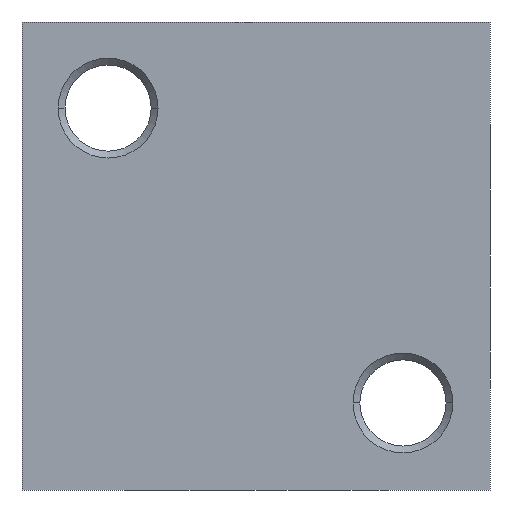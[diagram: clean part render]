
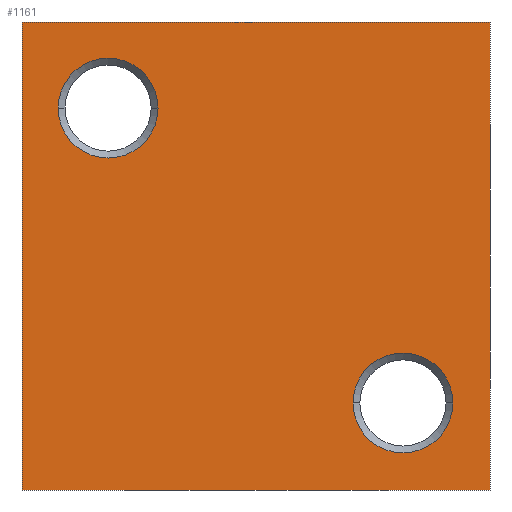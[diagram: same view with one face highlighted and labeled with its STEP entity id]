
A CAD part, front view. The second image highlights one B-rep face of the part: STEP entity #1161.
In plain terms, the highlighted planar face has unit normal (0, -1, 0).
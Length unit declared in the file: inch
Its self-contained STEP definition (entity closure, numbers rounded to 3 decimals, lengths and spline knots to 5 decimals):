
#114=DIRECTION('',(0.,0.,-1.));
#115=VECTOR('',#114,1.5);
#116=CARTESIAN_POINT('',(0.,0.,0.));
#117=LINE('',#116,#115);
#159=DIRECTION('',(-1.,0.,0.));
#160=VECTOR('',#159,1.5);
#161=CARTESIAN_POINT('',(0.,0.,0.));
#162=LINE('',#161,#160);
#166=CARTESIAN_POINT('',(-0.279,0.,-1.221));
#167=DIRECTION('',(0.,1.,0.));
#168=DIRECTION('',(1.,0.,0.));
#169=AXIS2_PLACEMENT_3D('',#166,#167,#168);
#174=CARTESIAN_POINT('',(-0.279,0.,-1.221));
#175=DIRECTION('',(0.,1.,0.));
#176=DIRECTION('',(-1.,0.,0.));
#177=AXIS2_PLACEMENT_3D('',#174,#175,#176);
#182=CARTESIAN_POINT('',(-1.224,0.,-0.276));
#183=DIRECTION('',(0.,1.,0.));
#184=DIRECTION('',(-1.,0.,0.));
#185=AXIS2_PLACEMENT_3D('',#182,#183,#184);
#190=CARTESIAN_POINT('',(-1.224,0.,-0.276));
#191=DIRECTION('',(0.,1.,0.));
#192=DIRECTION('',(1.,0.,0.));
#193=AXIS2_PLACEMENT_3D('',#190,#191,#192);
#198=DIRECTION('',(-1.,0.,0.));
#199=VECTOR('',#198,1.5);
#200=CARTESIAN_POINT('',(0.,0.,-1.5));
#201=LINE('',#200,#199);
#283=DIRECTION('',(0.,0.,-1.));
#284=VECTOR('',#283,1.5);
#285=CARTESIAN_POINT('',(-1.5,0.,0.));
#286=LINE('',#285,#284);
#991=CARTESIAN_POINT('',(0.,0.,0.));
#992=CARTESIAN_POINT('',(0.,0.,-1.5));
#993=VERTEX_POINT('',#991);
#994=VERTEX_POINT('',#992);
#999=CARTESIAN_POINT('',(-1.5,0.,0.));
#1000=CARTESIAN_POINT('',(-1.5,0.,-1.5));
#1001=VERTEX_POINT('',#999);
#1002=VERTEX_POINT('',#1000);
#1097=CARTESIAN_POINT('',(-0.119,0.,-1.221));
#1098=CARTESIAN_POINT('',(-0.439,0.,-1.221));
#1099=VERTEX_POINT('',#1097);
#1100=VERTEX_POINT('',#1098);
#1105=CARTESIAN_POINT('',(-1.384,0.,-0.276));
#1106=CARTESIAN_POINT('',(-1.064,0.,-0.276));
#1107=VERTEX_POINT('',#1105);
#1108=VERTEX_POINT('',#1106);
#1135=CARTESIAN_POINT('',(0.,0.,0.));
#1136=DIRECTION('',(0.,-1.,0.));
#1137=DIRECTION('',(0.,0.,-1.));
#1138=AXIS2_PLACEMENT_3D('',#1135,#1136,#1137);
#1139=PLANE('',#1138);
#1140=ORIENTED_EDGE('',*,*,#1118,.T.);
#1142=ORIENTED_EDGE('',*,*,#1141,.T.);
#1144=ORIENTED_EDGE('',*,*,#1143,.F.);
#1146=ORIENTED_EDGE('',*,*,#1145,.F.);
#1147=EDGE_LOOP('',(#1140,#1142,#1144,#1146));
#1148=FACE_OUTER_BOUND('',#1147,.F.);
#1150=ORIENTED_EDGE('',*,*,#1149,.F.);
#1152=ORIENTED_EDGE('',*,*,#1151,.F.);
#1153=EDGE_LOOP('',(#1150,#1152));
#1154=FACE_BOUND('',#1153,.F.);
#1156=ORIENTED_EDGE('',*,*,#1155,.F.);
#1158=ORIENTED_EDGE('',*,*,#1157,.F.);
#1159=EDGE_LOOP('',(#1156,#1158));
#1160=FACE_BOUND('',#1159,.F.);
#1161=ADVANCED_FACE('',(#1148,#1154,#1160),#1139,.T.);
#170=CIRCLE('',#169,0.16);
#178=CIRCLE('',#177,0.16);
#186=CIRCLE('',#185,0.16);
#194=CIRCLE('',#193,0.16);
#1118=EDGE_CURVE('',#993,#994,#117,.T.);
#1141=EDGE_CURVE('',#994,#1002,#201,.T.);
#1143=EDGE_CURVE('',#1001,#1002,#286,.T.);
#1145=EDGE_CURVE('',#993,#1001,#162,.T.);
#1149=EDGE_CURVE('',#1099,#1100,#170,.T.);
#1151=EDGE_CURVE('',#1100,#1099,#178,.T.);
#1155=EDGE_CURVE('',#1107,#1108,#186,.T.);
#1157=EDGE_CURVE('',#1108,#1107,#194,.T.);
